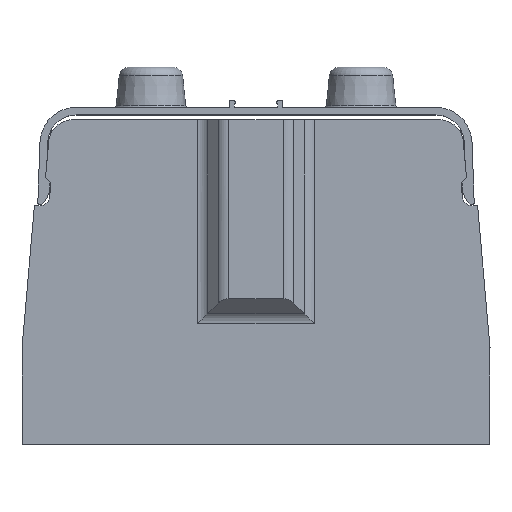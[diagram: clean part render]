
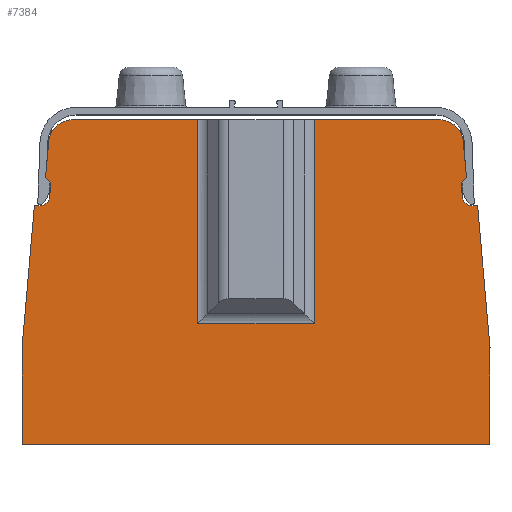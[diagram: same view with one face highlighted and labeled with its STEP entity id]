
A CAD part, top view. The second image highlights one B-rep face of the part: STEP entity #7384.
In plain terms, the highlighted planar face has unit normal (0, 0, 1).
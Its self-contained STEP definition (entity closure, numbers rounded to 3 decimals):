
#1922=DIRECTION('',(1.,0.,0.));
#1923=VECTOR('',#1922,26.176);
#1924=CARTESIAN_POINT('',(12.243,68.,67.5));
#1925=LINE('',#1924,#1923);
#1926=CARTESIAN_POINT('',(38.418,63.,67.5));
#1927=DIRECTION('',(0.,0.,-1.));
#1928=DIRECTION('',(0.,1.,0.));
#1929=AXIS2_PLACEMENT_3D('',#1926,#1927,#1928);
#1931=DIRECTION('',(0.087,-0.996,0.));
#1932=VECTOR('',#1931,7.464);
#1933=CARTESIAN_POINT('',(43.399,63.436,67.5));
#1934=LINE('',#1933,#1932);
#1935=DIRECTION('',(-0.707,-0.707,0.));
#1936=VECTOR('',#1935,1.566);
#1937=CARTESIAN_POINT('',(44.05,56.,67.5));
#1938=LINE('',#1937,#1936);
#1939=DIRECTION('',(0.087,-0.996,0.));
#1940=VECTOR('',#1939,3.078);
#1941=CARTESIAN_POINT('',(42.942,54.892,67.5));
#1942=LINE('',#1941,#1940);
#1943=CARTESIAN_POINT('',(45.203,52.,67.5));
#1944=DIRECTION('',(0.,0.,1.));
#1945=DIRECTION('',(-0.996,-0.087,0.));
#1946=AXIS2_PLACEMENT_3D('',#1943,#1944,#1945);
#1948=DIRECTION('',(1.,0.,0.));
#1949=VECTOR('',#1948,1.197);
#1950=CARTESIAN_POINT('',(45.203,50.,67.5));
#1951=LINE('',#1950,#1949);
#1952=DIRECTION('',(0.087,-0.996,0.));
#1953=VECTOR('',#1952,29.788);
#1954=CARTESIAN_POINT('',(46.4,50.,67.5));
#1955=LINE('',#1954,#1953);
#1956=CARTESIAN_POINT('',(48.,20.238,67.5));
#1957=DIRECTION('',(0.,0.,-1.));
#1958=DIRECTION('',(0.996,0.087,0.));
#1959=AXIS2_PLACEMENT_3D('',#1956,#1957,#1958);
#1961=DIRECTION('',(0.,-1.,0.));
#1962=VECTOR('',#1961,20.238);
#1963=CARTESIAN_POINT('',(49.,20.238,67.5));
#1964=LINE('',#1963,#1962);
#1965=DIRECTION('',(-1.,0.,0.));
#1966=VECTOR('',#1965,98.);
#1967=CARTESIAN_POINT('',(49.,0.,67.5));
#1968=LINE('',#1967,#1966);
#1969=DIRECTION('',(0.,1.,0.));
#1970=VECTOR('',#1969,20.238);
#1971=CARTESIAN_POINT('',(-49.,0.,67.5));
#1972=LINE('',#1971,#1970);
#1973=CARTESIAN_POINT('',(-48.,20.238,67.5));
#1974=DIRECTION('',(0.,0.,-1.));
#1975=DIRECTION('',(-1.,0.,0.));
#1976=AXIS2_PLACEMENT_3D('',#1973,#1974,#1975);
#1978=DIRECTION('',(0.087,0.996,0.));
#1979=VECTOR('',#1978,29.788);
#1980=CARTESIAN_POINT('',(-48.996,20.325,67.5));
#1981=LINE('',#1980,#1979);
#1982=DIRECTION('',(1.,0.,0.));
#1983=VECTOR('',#1982,1.197);
#1984=CARTESIAN_POINT('',(-46.4,50.,67.5));
#1985=LINE('',#1984,#1983);
#1986=CARTESIAN_POINT('',(-45.203,52.,67.5));
#1987=DIRECTION('',(0.,0.,1.));
#1988=DIRECTION('',(0.,-1.,0.));
#1989=AXIS2_PLACEMENT_3D('',#1986,#1987,#1988);
#1991=DIRECTION('',(0.087,0.996,0.));
#1992=VECTOR('',#1991,3.078);
#1993=CARTESIAN_POINT('',(-43.211,51.826,67.5));
#1994=LINE('',#1993,#1992);
#1995=DIRECTION('',(-0.707,0.707,0.));
#1996=VECTOR('',#1995,1.566);
#1997=CARTESIAN_POINT('',(-42.942,54.892,67.5));
#1998=LINE('',#1997,#1996);
#1999=DIRECTION('',(0.087,0.996,0.));
#2000=VECTOR('',#1999,7.464);
#2001=CARTESIAN_POINT('',(-44.05,56.,67.5));
#2002=LINE('',#2001,#2000);
#2003=CARTESIAN_POINT('',(-38.418,63.,67.5));
#2004=DIRECTION('',(0.,0.,-1.));
#2005=DIRECTION('',(-0.996,0.087,0.));
#2006=AXIS2_PLACEMENT_3D('',#2003,#2004,#2005);
#2008=DIRECTION('',(1.,0.,0.));
#2009=VECTOR('',#2008,26.176);
#2010=CARTESIAN_POINT('',(-38.418,68.,67.5));
#2011=LINE('',#2010,#2009);
#2012=DIRECTION('',(0.,1.,0.));
#2013=VECTOR('',#2012,42.743);
#2014=CARTESIAN_POINT('',(-12.243,25.257,67.5));
#2015=LINE('',#2014,#2013);
#2016=DIRECTION('',(-1.,0.,0.));
#2017=VECTOR('',#2016,24.485);
#2018=CARTESIAN_POINT('',(12.243,25.257,67.5));
#2019=LINE('',#2018,#2017);
#2020=CARTESIAN_POINT('',(-12.243,25.257,67.5));
#2034=DIRECTION('',(0.,-1.,0.));
#2035=VECTOR('',#2034,42.743);
#2036=CARTESIAN_POINT('',(12.243,68.,67.5));
#2037=LINE('',#2036,#2035);
#4116=CARTESIAN_POINT('',(12.243,68.,67.5));
#4118=VERTEX_POINT('',#4116);
#4130=CARTESIAN_POINT('',(-12.243,68.,67.5));
#4131=VERTEX_POINT('',#4130);
#4140=CARTESIAN_POINT('',(43.399,63.436,67.5));
#4141=VERTEX_POINT('',#4140);
#4142=CARTESIAN_POINT('',(38.418,68.,67.5));
#4143=VERTEX_POINT('',#4142);
#4144=CARTESIAN_POINT('',(42.942,54.892,67.5));
#4145=VERTEX_POINT('',#4144);
#4146=CARTESIAN_POINT('',(45.203,50.,67.5));
#4147=VERTEX_POINT('',#4146);
#4148=CARTESIAN_POINT('',(43.211,51.826,67.5));
#4149=VERTEX_POINT('',#4148);
#4150=CARTESIAN_POINT('',(46.4,50.,67.5));
#4151=VERTEX_POINT('',#4150);
#4152=CARTESIAN_POINT('',(49.,20.238,67.5));
#4153=VERTEX_POINT('',#4152);
#4154=CARTESIAN_POINT('',(48.996,20.325,67.5));
#4155=VERTEX_POINT('',#4154);
#4156=CARTESIAN_POINT('',(-48.996,20.325,67.5));
#4157=VERTEX_POINT('',#4156);
#4158=CARTESIAN_POINT('',(-49.,20.238,67.5));
#4159=VERTEX_POINT('',#4158);
#4160=CARTESIAN_POINT('',(-46.4,50.,67.5));
#4161=VERTEX_POINT('',#4160);
#4162=CARTESIAN_POINT('',(-43.211,51.826,67.5));
#4163=VERTEX_POINT('',#4162);
#4164=CARTESIAN_POINT('',(-45.203,50.,67.5));
#4165=VERTEX_POINT('',#4164);
#4166=CARTESIAN_POINT('',(-42.942,54.892,67.5));
#4167=VERTEX_POINT('',#4166);
#4168=CARTESIAN_POINT('',(-38.418,68.,67.5));
#4169=VERTEX_POINT('',#4168);
#4170=CARTESIAN_POINT('',(-43.399,63.436,67.5));
#4171=VERTEX_POINT('',#4170);
#4172=CARTESIAN_POINT('',(44.05,56.,67.5));
#4173=VERTEX_POINT('',#4172);
#4174=CARTESIAN_POINT('',(49.,0.,67.5));
#4175=VERTEX_POINT('',#4174);
#4176=CARTESIAN_POINT('',(-49.,0.,67.5));
#4177=VERTEX_POINT('',#4176);
#4178=CARTESIAN_POINT('',(-44.05,56.,67.5));
#4179=VERTEX_POINT('',#4178);
#4180=VERTEX_POINT('',#2020);
#4182=CARTESIAN_POINT('',(12.243,25.257,67.5));
#4183=VERTEX_POINT('',#4182);
#7349=CARTESIAN_POINT('',(0.,34.,67.5));
#7350=DIRECTION('',(0.,0.,1.));
#7351=DIRECTION('',(1.,0.,0.));
#7352=AXIS2_PLACEMENT_3D('',#7349,#7350,#7351);
#7353=PLANE('',#7352);
#7355=ORIENTED_EDGE('',*,*,#7354,.F.);
#7357=ORIENTED_EDGE('',*,*,#7356,.F.);
#7359=ORIENTED_EDGE('',*,*,#7358,.F.);
#7360=ORIENTED_EDGE('',*,*,#5732,.T.);
#7362=ORIENTED_EDGE('',*,*,#7361,.T.);
#7363=ORIENTED_EDGE('',*,*,#6471,.T.);
#7364=ORIENTED_EDGE('',*,*,#6491,.T.);
#7365=ORIENTED_EDGE('',*,*,#7023,.T.);
#7366=ORIENTED_EDGE('',*,*,#7037,.T.);
#7367=ORIENTED_EDGE('',*,*,#7051,.T.);
#7368=ORIENTED_EDGE('',*,*,#7065,.T.);
#7369=ORIENTED_EDGE('',*,*,#7079,.T.);
#7370=ORIENTED_EDGE('',*,*,#7092,.T.);
#7371=ORIENTED_EDGE('',*,*,#7112,.T.);
#7372=ORIENTED_EDGE('',*,*,#7224,.T.);
#7373=ORIENTED_EDGE('',*,*,#7242,.T.);
#7374=ORIENTED_EDGE('',*,*,#7256,.T.);
#7375=ORIENTED_EDGE('',*,*,#7270,.T.);
#7376=ORIENTED_EDGE('',*,*,#7284,.T.);
#7377=ORIENTED_EDGE('',*,*,#7298,.T.);
#7378=ORIENTED_EDGE('',*,*,#7312,.T.);
#7379=ORIENTED_EDGE('',*,*,#7329,.T.);
#7380=ORIENTED_EDGE('',*,*,#7343,.T.);
#7381=ORIENTED_EDGE('',*,*,#5748,.T.);
#7382=EDGE_LOOP('',(#7355,#7357,#7359,#7360,#7362,#7363,#7364,#7365,#7366,#7367,
#7368,#7369,#7370,#7371,#7372,#7373,#7374,#7375,#7376,#7377,#7378,#7379,#7380,
#7381));
#7383=FACE_OUTER_BOUND('',#7382,.F.);
#1930=CIRCLE('',#1929,5.);
#1947=CIRCLE('',#1946,2.);
#1960=CIRCLE('',#1959,1.);
#1977=CIRCLE('',#1976,1.);
#1990=CIRCLE('',#1989,2.);
#2007=CIRCLE('',#2006,5.);
#5732=EDGE_CURVE('',#4118,#4143,#1925,.T.);
#5748=EDGE_CURVE('',#4169,#4131,#2011,.T.);
#6471=EDGE_CURVE('',#4141,#4173,#1934,.T.);
#6491=EDGE_CURVE('',#4173,#4145,#1938,.T.);
#7023=EDGE_CURVE('',#4145,#4149,#1942,.T.);
#7037=EDGE_CURVE('',#4149,#4147,#1947,.T.);
#7051=EDGE_CURVE('',#4147,#4151,#1951,.T.);
#7065=EDGE_CURVE('',#4151,#4155,#1955,.T.);
#7079=EDGE_CURVE('',#4155,#4153,#1960,.T.);
#7092=EDGE_CURVE('',#4153,#4175,#1964,.T.);
#7112=EDGE_CURVE('',#4175,#4177,#1968,.T.);
#7224=EDGE_CURVE('',#4177,#4159,#1972,.T.);
#7242=EDGE_CURVE('',#4159,#4157,#1977,.T.);
#7256=EDGE_CURVE('',#4157,#4161,#1981,.T.);
#7270=EDGE_CURVE('',#4161,#4165,#1985,.T.);
#7284=EDGE_CURVE('',#4165,#4163,#1990,.T.);
#7298=EDGE_CURVE('',#4163,#4167,#1994,.T.);
#7312=EDGE_CURVE('',#4167,#4179,#1998,.T.);
#7329=EDGE_CURVE('',#4179,#4171,#2002,.T.);
#7343=EDGE_CURVE('',#4171,#4169,#2007,.T.);
#7354=EDGE_CURVE('',#4180,#4131,#2015,.T.);
#7356=EDGE_CURVE('',#4183,#4180,#2019,.T.);
#7358=EDGE_CURVE('',#4118,#4183,#2037,.T.);
#7361=EDGE_CURVE('',#4143,#4141,#1930,.T.);
#7384=ADVANCED_FACE('',(#7383),#7353,.T.);
